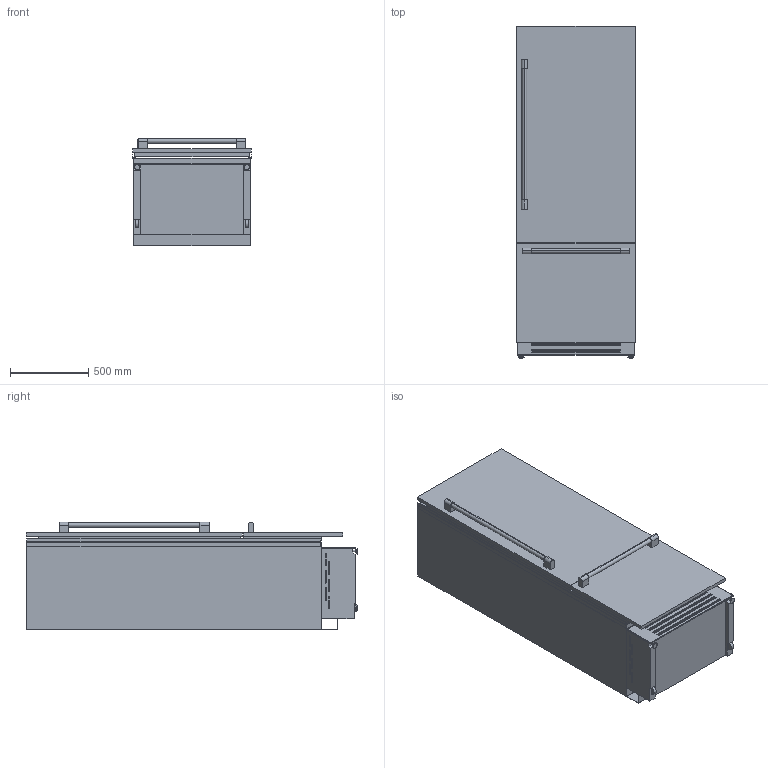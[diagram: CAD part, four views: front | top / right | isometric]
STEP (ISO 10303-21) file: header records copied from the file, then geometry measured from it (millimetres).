
FILE_DESCRIPTION (( 'STEP AP214' ), '1' );
FILE_NAME ('RS_75_0T_S_6_I.STEP', '2024-08-30T08:45:19', ( '' ), ( '' ), 'SwSTEP 2.0', 'SolidWorks 2017', '' );
FILE_SCHEMA (( 'AUTOMOTIVE_DESIGN' ));
Length unit declared in the file: millimetre
Products named in the file (1): RS_75_0T_S_6_I
Bounding box: 760 x 2120 x 687.5 mm (x, y, z)
Volume: 926623851.5 mm3; surface area: 11053472.3 mm2
Topology: 7 solids, 7 shells, 361 faces, 913 edges, 600 vertices
Faces by surface type: plane 257, cylinder 88, torus 12, cone 4
Entity records: 12314 total; most frequent: CARTESIAN_POINT 1875, DIRECTION 1841, ORIENTED_EDGE 1826, EDGE_CURVE 913, VECTOR 709, LINE 709, VERTEX_POINT 600, AXIS2_PLACEMENT_3D 566
